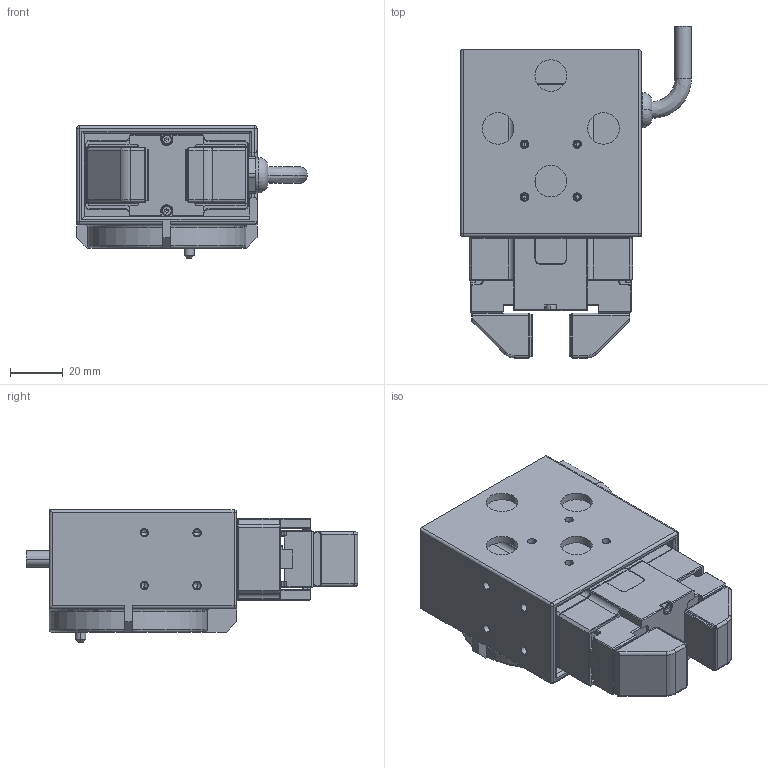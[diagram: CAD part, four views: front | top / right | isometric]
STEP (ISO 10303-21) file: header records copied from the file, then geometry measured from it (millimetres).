
FILE_DESCRIPTION (( 'STEP AP214' ), '1' );
FILE_NAME ('埻萇雄標蛈耀倰-w.STEP', '2022-10-26T10:42:05', ( 'China' ), ( 'Home' ), 'SwSTEP 2.0', 'SolidWorks 2018', '' );
FILE_SCHEMA (( 'AUTOMOTIVE_DESIGN' ));
Length unit declared in the file: millimetre
Products named in the file (5): PGE8 FINGER^复件 PGE-8-14-O-S(2)_原电动夹爪模型; PGE-8 BODY^复件 PGE-8-14-O-S(2)_原电动夹爪模型; 埻萇雄標蛈耀倰-w; 埻楊擘; 复件 PGE-8-14-O-S(2)^原电动夹爪模型
Assembly tree (5 placements, depth 3):
  埻萇雄標蛈耀倰-w
    埻楊擘
    复件 PGE-8-14-O-S(2)^原电动夹爪模型
      PGE-8 BODY^复件 PGE-8-14-O-S(2)_原电动夹爪模型
      PGE8 FINGER^复件 PGE-8-14-O-S(2)_原电动夹爪模型  x2
Bounding box: 87.51 x 125.85 x 50.2 mm (x, y, z)
Volume: 219242.5 mm3; surface area: 69680.1 mm2
Topology: 6 solids, 9 shells, 1042 faces, 2562 edges, 1553 vertices
Faces by surface type: plane 504, cylinder 312, cone 180, torus 37, bspline 6, sphere 3
Entity records: 30746 total; most frequent: CARTESIAN_POINT 5483, DIRECTION 4633, ORIENTED_EDGE 4334, EDGE_CURVE 2167, AXIS2_PLACEMENT_3D 1628, LINE 1377, VECTOR 1377, VERTEX_POINT 1334
